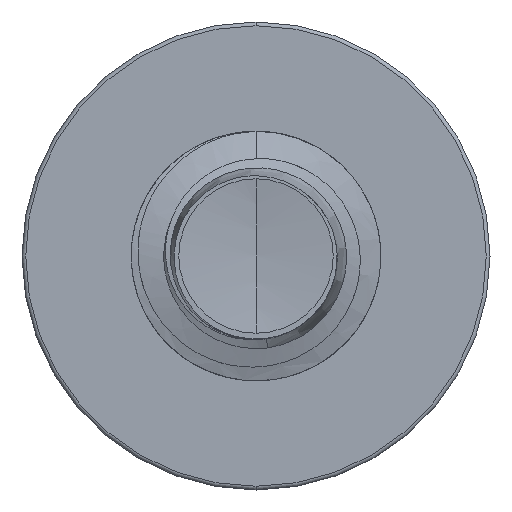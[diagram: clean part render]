
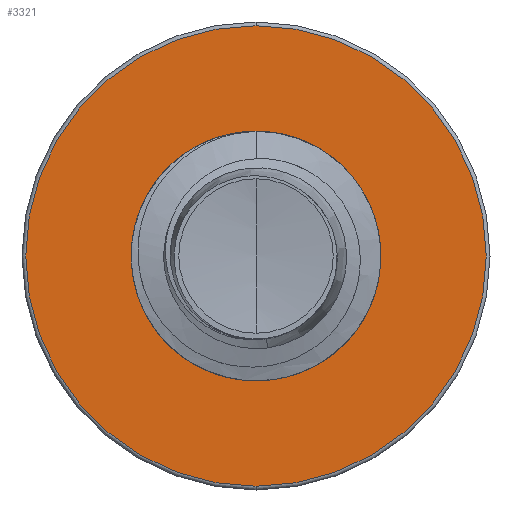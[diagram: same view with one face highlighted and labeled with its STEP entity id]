
A CAD part, front view. The second image highlights one B-rep face of the part: STEP entity #3321.
In plain terms, the highlighted planar face has unit normal (0, -1, 0).
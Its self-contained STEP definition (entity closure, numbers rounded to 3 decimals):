
#83 = CIRCLE ( 'NONE', #19077, 0.799 ) ;
#218 = FACE_BOUND ( 'NONE', #13978, .T. ) ;
#406 = CIRCLE ( 'NONE', #1806, 1.476 ) ;
#583 = FACE_OUTER_BOUND ( 'NONE', #10641, .T. ) ;
#1686 = DIRECTION ( 'NONE',  ( 0., 1., 0. ) ) ;
#1806 = AXIS2_PLACEMENT_3D ( 'NONE', #12142, #2585, #13511 ) ;
#2463 = DIRECTION ( 'NONE',  ( 0., 1., 0. ) ) ;
#2585 = DIRECTION ( 'NONE',  ( 0., 1., 0. ) ) ;
#3060 = ORIENTED_EDGE ( 'NONE', *, *, #15300, .F. ) ;
#3232 = ORIENTED_EDGE ( 'NONE', *, *, #16568, .F. ) ;
#3321 = ADVANCED_FACE ( 'NONE', ( #583, #218 ), #17053, .F. ) ;
#3461 = ORIENTED_EDGE ( 'NONE', *, *, #16565, .T. ) ;
#3680 = ORIENTED_EDGE ( 'NONE', *, *, #14685, .T. ) ;
#3737 = AXIS2_PLACEMENT_3D ( 'NONE', #16897, #17102, #17078 ) ;
#3828 = VERTEX_POINT ( 'NONE', #9633 ) ;
#4117 = CIRCLE ( 'NONE', #12628, 0.799 ) ;
#4450 = VERTEX_POINT ( 'NONE', #9506 ) ;
#7535 = CARTESIAN_POINT ( 'NONE',  ( 0., 4.5, 0. ) ) ;
#9170 = DIRECTION ( 'NONE',  ( 0., 0., 1. ) ) ;
#9506 = CARTESIAN_POINT ( 'NONE',  ( 0., 4.5, 0.799 ) ) ;
#9633 = CARTESIAN_POINT ( 'NONE',  ( 0., 4.5, -1.476 ) ) ;
#10315 = VERTEX_POINT ( 'NONE', #17992 ) ;
#10641 = EDGE_LOOP ( 'NONE', ( #3060, #3232 ) ) ;
#11415 = CARTESIAN_POINT ( 'NONE',  ( 0., 4.5, 0. ) ) ;
#12045 = CARTESIAN_POINT ( 'NONE',  ( 0., 4.5, 0. ) ) ;
#12142 = CARTESIAN_POINT ( 'NONE',  ( 0., 4.5, 0. ) ) ;
#12628 = AXIS2_PLACEMENT_3D ( 'NONE', #7535, #17286, #9170 ) ;
#12826 = DIRECTION ( 'NONE',  ( 0., 0., 1. ) ) ;
#13416 = DIRECTION ( 'NONE',  ( 0., 0., 1. ) ) ;
#13511 = DIRECTION ( 'NONE',  ( 0., 0., 1. ) ) ;
#13631 = CARTESIAN_POINT ( 'NONE',  ( 0., 4.5, 1.476 ) ) ;
#13978 = EDGE_LOOP ( 'NONE', ( #3461, #3680 ) ) ;
#14467 = AXIS2_PLACEMENT_3D ( 'NONE', #12045, #2463, #13416 ) ;
#14685 = EDGE_CURVE ( 'NONE', #10315, #4450, #83, .T. ) ;
#15300 = EDGE_CURVE ( 'NONE', #15402, #3828, #406, .T. ) ;
#15402 = VERTEX_POINT ( 'NONE', #13631 ) ;
#15619 = CIRCLE ( 'NONE', #14467, 1.476 ) ;
#16565 = EDGE_CURVE ( 'NONE', #4450, #10315, #4117, .T. ) ;
#16568 = EDGE_CURVE ( 'NONE', #3828, #15402, #15619, .T. ) ;
#16897 = CARTESIAN_POINT ( 'NONE',  ( 0., 4.5, -0.799 ) ) ;
#17053 = PLANE ( 'NONE',  #3737 ) ;
#17078 = DIRECTION ( 'NONE',  ( 0., 0., 1. ) ) ;
#17102 = DIRECTION ( 'NONE',  ( 0., 1., 0. ) ) ;
#17286 = DIRECTION ( 'NONE',  ( 0., 1., 0. ) ) ;
#17992 = CARTESIAN_POINT ( 'NONE',  ( 0., 4.5, -0.799 ) ) ;
#19077 = AXIS2_PLACEMENT_3D ( 'NONE', #11415, #1686, #12826 ) ;
